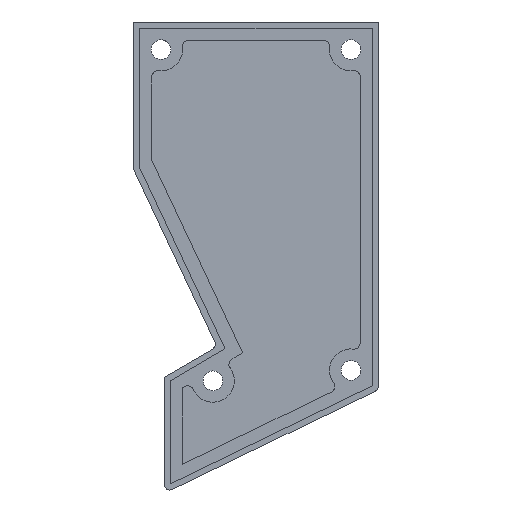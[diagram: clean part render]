
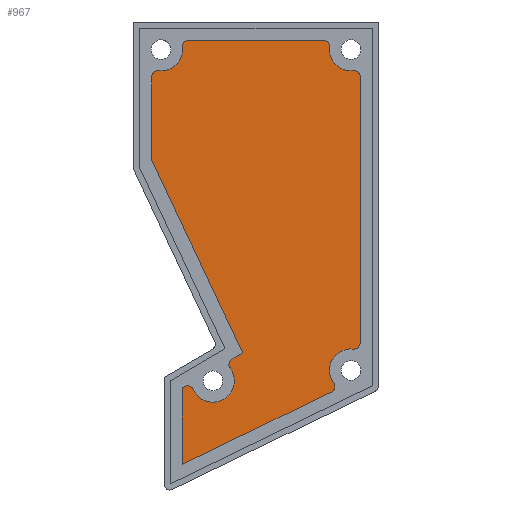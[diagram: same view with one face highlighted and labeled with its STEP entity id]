
A CAD part, front view. The second image highlights one B-rep face of the part: STEP entity #967.
In plain terms, the highlighted planar face has unit normal (0, -1, 0).
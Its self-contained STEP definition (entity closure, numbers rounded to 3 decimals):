
#106=PLANE('',#1036);
#148=VECTOR('',#1160,1.);
#151=VECTOR('',#1170,1.);
#152=VECTOR('',#1178,1.);
#153=VECTOR('',#1179,1.);
#154=VECTOR('',#1180,1.);
#155=VECTOR('',#1181,1.);
#156=VECTOR('',#1184,1.);
#157=VECTOR('',#1187,1.);
#235=LINE('',#1409,#148);
#238=LINE('',#1418,#151);
#239=LINE('',#1423,#152);
#240=LINE('',#1425,#153);
#241=LINE('',#1427,#154);
#242=LINE('',#1429,#155);
#243=LINE('',#1431,#156);
#244=LINE('',#1433,#157);
#304=VERTEX_POINT('',#1334);
#305=VERTEX_POINT('',#1335);
#308=VERTEX_POINT('',#1343);
#309=VERTEX_POINT('',#1344);
#312=VERTEX_POINT('',#1352);
#313=VERTEX_POINT('',#1353);
#316=VERTEX_POINT('',#1361);
#317=VERTEX_POINT('',#1362);
#320=VERTEX_POINT('',#1370);
#321=VERTEX_POINT('',#1371);
#324=VERTEX_POINT('',#1379);
#325=VERTEX_POINT('',#1380);
#328=VERTEX_POINT('',#1388);
#329=VERTEX_POINT('',#1389);
#332=VERTEX_POINT('',#1397);
#333=VERTEX_POINT('',#1398);
#337=VERTEX_POINT('',#1408);
#339=VERTEX_POINT('',#1417);
#340=VERTEX_POINT('',#1424);
#341=VERTEX_POINT('',#1426);
#342=VERTEX_POINT('',#1428);
#394=CIRCLE('',#1005,1.);
#396=CIRCLE('',#1008,1.);
#398=CIRCLE('',#1011,1.);
#400=CIRCLE('',#1014,1.);
#402=CIRCLE('',#1017,1.);
#404=CIRCLE('',#1020,1.);
#406=CIRCLE('',#1023,1.);
#408=CIRCLE('',#1026,1.);
#411=CIRCLE('',#1031,3.5);
#413=CIRCLE('',#1035,3.5);
#414=CIRCLE('',#1037,3.5);
#415=CIRCLE('',#1038,3.5);
#436=EDGE_CURVE('',#304,#305,#394,.T.);
#440=EDGE_CURVE('',#308,#309,#396,.T.);
#444=EDGE_CURVE('',#312,#313,#398,.T.);
#448=EDGE_CURVE('',#316,#317,#400,.T.);
#452=EDGE_CURVE('',#320,#321,#402,.T.);
#456=EDGE_CURVE('',#324,#325,#404,.T.);
#460=EDGE_CURVE('',#328,#329,#406,.T.);
#464=EDGE_CURVE('',#332,#333,#408,.T.);
#470=EDGE_CURVE('',#337,#308,#235,.T.);
#472=EDGE_CURVE('',#304,#309,#411,.T.);
#475=EDGE_CURVE('',#339,#324,#238,.T.);
#477=EDGE_CURVE('',#320,#325,#413,.T.);
#478=EDGE_CURVE('',#340,#337,#239,.T.);
#479=EDGE_CURVE('',#321,#340,#238,.T.);
#480=EDGE_CURVE('',#341,#339,#240,.T.);
#481=EDGE_CURVE('',#342,#341,#241,.T.);
#482=EDGE_CURVE('',#333,#342,#242,.T.);
#483=EDGE_CURVE('',#332,#329,#414,.T.);
#484=EDGE_CURVE('',#317,#328,#243,.T.);
#485=EDGE_CURVE('',#316,#313,#415,.T.);
#486=EDGE_CURVE('',#305,#312,#244,.T.);
#615=ORIENTED_EDGE('',*,*,#436,.F.);
#616=ORIENTED_EDGE('',*,*,#472,.T.);
#617=ORIENTED_EDGE('',*,*,#440,.F.);
#618=ORIENTED_EDGE('',*,*,#470,.F.);
#619=ORIENTED_EDGE('',*,*,#478,.F.);
#620=ORIENTED_EDGE('',*,*,#479,.F.);
#621=ORIENTED_EDGE('',*,*,#452,.F.);
#622=ORIENTED_EDGE('',*,*,#477,.T.);
#623=ORIENTED_EDGE('',*,*,#456,.F.);
#624=ORIENTED_EDGE('',*,*,#475,.F.);
#625=ORIENTED_EDGE('',*,*,#480,.F.);
#626=ORIENTED_EDGE('',*,*,#481,.F.);
#627=ORIENTED_EDGE('',*,*,#482,.F.);
#628=ORIENTED_EDGE('',*,*,#464,.F.);
#629=ORIENTED_EDGE('',*,*,#483,.T.);
#630=ORIENTED_EDGE('',*,*,#460,.F.);
#631=ORIENTED_EDGE('',*,*,#484,.F.);
#632=ORIENTED_EDGE('',*,*,#448,.F.);
#633=ORIENTED_EDGE('',*,*,#485,.T.);
#634=ORIENTED_EDGE('',*,*,#444,.F.);
#635=ORIENTED_EDGE('',*,*,#486,.F.);
#841=EDGE_LOOP('',(#615,#616,#617,#618,#619,#620,#621,#622,#623,#624,#625,
#626,#627,#628,#629,#630,#631,#632,#633,#634,#635));
#904=FACE_BOUND('',#841,.T.);
#967=ADVANCED_FACE('',(#904),#106,.F.);
#1005=AXIS2_PLACEMENT_3D('',#1333,#1095,#1096);
#1008=AXIS2_PLACEMENT_3D('',#1342,#1103,#1104);
#1011=AXIS2_PLACEMENT_3D('',#1351,#1111,#1112);
#1014=AXIS2_PLACEMENT_3D('',#1360,#1119,#1120);
#1017=AXIS2_PLACEMENT_3D('',#1369,#1127,#1128);
#1020=AXIS2_PLACEMENT_3D('',#1378,#1135,#1136);
#1023=AXIS2_PLACEMENT_3D('',#1387,#1143,#1144);
#1026=AXIS2_PLACEMENT_3D('',#1396,#1151,#1152);
#1031=AXIS2_PLACEMENT_3D('',#1412,#1165,#1166);
#1035=AXIS2_PLACEMENT_3D('',#1421,#1175,#1176);
#1036=AXIS2_PLACEMENT_3D('',#1422,#1177,$);
#1037=AXIS2_PLACEMENT_3D('',#1430,#1182,#1183);
#1038=AXIS2_PLACEMENT_3D('',#1432,#1185,#1186);
#1095=DIRECTION('',(0.,1.,0.));
#1096=DIRECTION('',(-0.745,0.,0.667));
#1103=DIRECTION('',(0.,1.,0.));
#1104=DIRECTION('',(-0.667,0.,0.745));
#1111=DIRECTION('',(0.,1.,0.));
#1112=DIRECTION('',(0.745,0.,0.667));
#1119=DIRECTION('',(0.,1.,0.));
#1120=DIRECTION('',(0.667,0.,0.745));
#1127=DIRECTION('',(0.,1.,0.));
#1128=DIRECTION('',(-0.98,0.,0.201));
#1135=DIRECTION('',(0.,1.,0.));
#1136=DIRECTION('',(0.308,0.,0.951));
#1143=DIRECTION('',(0.,1.,0.));
#1144=DIRECTION('',(0.667,0.,-0.745));
#1151=DIRECTION('',(0.,1.,0.));
#1152=DIRECTION('',(0.97,0.,-0.244));
#1160=DIRECTION('',(0.,0.,1.));
#1165=DIRECTION('',(0.,1.,0.));
#1166=DIRECTION('',(3.5,0.,0.));
#1170=DIRECTION('',(0.864,0.,0.503));
#1175=DIRECTION('',(0.,1.,0.));
#1176=DIRECTION('',(3.5,0.,0.));
#1177=DIRECTION('',(0.,1.,0.));
#1178=DIRECTION('',(-0.426,0.,0.905));
#1179=DIRECTION('',(0.868,0.,-0.497));
#1180=DIRECTION('',(0.,0.,1.));
#1181=DIRECTION('',(-0.9,0.,-0.437));
#1182=DIRECTION('',(0.,1.,0.));
#1183=DIRECTION('',(3.5,0.,0.));
#1184=DIRECTION('',(0.,0.,-1.));
#1185=DIRECTION('',(0.,1.,0.));
#1186=DIRECTION('',(3.5,0.,0.));
#1187=DIRECTION('',(1.,0.,0.));
#1333=CARTESIAN_POINT('',(8.972,0.,-4.));
#1334=CARTESIAN_POINT('',(7.978,0.,-4.111));
#1335=CARTESIAN_POINT('',(8.972,0.,-3.));
#1342=CARTESIAN_POINT('',(4.,0.,-8.972));
#1343=CARTESIAN_POINT('',(3.,0.,-8.972));
#1344=CARTESIAN_POINT('',(4.111,0.,-7.978));
#1351=CARTESIAN_POINT('',(31.028,0.,-4.));
#1352=CARTESIAN_POINT('',(31.028,0.,-3.));
#1353=CARTESIAN_POINT('',(32.022,0.,-4.111));
#1360=CARTESIAN_POINT('',(36.,0.,-8.972));
#1361=CARTESIAN_POINT('',(35.889,0.,-7.978));
#1362=CARTESIAN_POINT('',(37.,0.,-8.972));
#1369=CARTESIAN_POINT('',(16.576,0.,-55.884));
#1370=CARTESIAN_POINT('',(15.773,0.,-56.48));
#1371=CARTESIAN_POINT('',(16.072,0.,-55.02));
#1378=CARTESIAN_POINT('',(8.848,0.,-60.387));
#1379=CARTESIAN_POINT('',(8.344,0.,-59.523));
#1380=CARTESIAN_POINT('',(9.763,0.,-59.983));
#1387=CARTESIAN_POINT('',(36.,0.,-52.399));
#1388=CARTESIAN_POINT('',(37.,0.,-52.399));
#1389=CARTESIAN_POINT('',(35.889,0.,-53.393));
#1396=CARTESIAN_POINT('',(31.855,0.,-59.509));
#1397=CARTESIAN_POINT('',(32.665,0.,-58.923));
#1398=CARTESIAN_POINT('',(32.292,0.,-60.409));
#1408=CARTESIAN_POINT('',(3.,0.,-22.604));
#1409=CARTESIAN_POINT('',(3.,0.,-23.868));
#1412=CARTESIAN_POINT('',(4.5,0.,-4.5));
#1417=CARTESIAN_POINT('',(8.005,0.,-59.721));
#1418=CARTESIAN_POINT('',(19.825,0.,-52.833));
#1421=CARTESIAN_POINT('',(12.964,0.,-58.568));
#1422=CARTESIAN_POINT('',(20.015,0.,-34.935));
#1423=CARTESIAN_POINT('',(10.623,0.,-38.782));
#1424=CARTESIAN_POINT('',(17.8,0.,-54.013));
#1425=CARTESIAN_POINT('',(6.687,0.,-58.968));
#1426=CARTESIAN_POINT('',(8.,0.,-59.719));
#1427=CARTESIAN_POINT('',(8.,0.,-51.005));
#1428=CARTESIAN_POINT('',(8.,0.,-72.208));
#1429=CARTESIAN_POINT('',(27.435,0.,-62.768));
#1430=CARTESIAN_POINT('',(35.5,0.,-56.871));
#1431=CARTESIAN_POINT('',(37.,0.,-32.748));
#1432=CARTESIAN_POINT('',(35.5,0.,-4.5));
#1433=CARTESIAN_POINT('',(20.007,0.,-3.));
